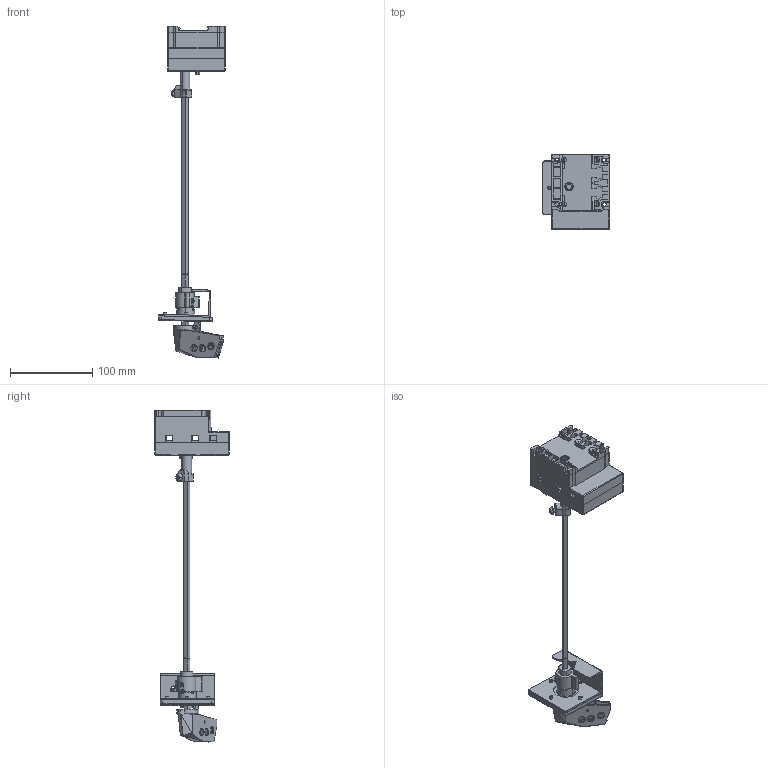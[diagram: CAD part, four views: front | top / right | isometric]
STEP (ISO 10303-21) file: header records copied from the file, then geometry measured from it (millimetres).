
FILE_DESCRIPTION((''),'2;1');
FILE_NAME('ASM0004_ASM','2025-08-15T16:14:49',('Administrator'),(''),'CREO PARAMETRIC BY PTC INC, 2021023','CREO PARAMETRIC BY PTC INC, 2021023','');
FILE_SCHEMA(('CONFIG_CONTROL_DESIGN'));
Products named in the file (44): MANIFOLD_SOLID_BREP_288_2_1_AF0; MANIFOLD_SOLID_BREP_289_2_1; MANIFOLD_SOLID_BREP_290_2_1; MANIFOLD_SOLID_BREP_291_2_1_AF0; MANIFOLD_SOLID_BREP_292_2_1_AF0; MANIFOLD_SOLID_BREP_293_2_1_AF0; MANIFOLD_SOLID_BREP_294_2_1_AF0; MANIFOLD_SOLID_BREP_295_2_1_AF0; MANIFOLD_SOLID_BREP_296_2_1_AF0; MANIFOLD_SOLID_BREP_297_2_1_AF0; MANIFOLD_SOLID_BREP_298_2_1_AF0; MANIFOLD_SOLID_BREP_299_2_1; MANIFOLD_SOLID_BREP_300_2_1; MANIFOLD_SOLID_BREP_301_2_1_AF0; MANIFOLD_SOLID_BREP_302_2_1_AF0; ADMI43CCC2BDOHYH_ASM_2_1_AF0_ASM; PRT0001_1_1_2_3; ADMI43CCC2BDOHWP_ASM_1_ASM_1__1; ZHUANZHOU2_1_1_1_1_1_1_AF0; GL-100-4_ASM_1_ASM_1_ASM_1_AS_1_AF1_ASM; 0005_2_1_1_1; 250MM0001_1_1_1_1; 000_2_1_1_1; HGL-63-1000001_7_1_1_1; PRT0040_1_1_1_1; 000_1-86751_1_1_1; PRT0041_1_1_1_1; 0002_1_1_1_1_1; 13MM0001_1_1_1_1; 0003_1_1_1_1; _SFHS-M4-L80001_1_1_1_1; 000_ASM_2_ASM_1_ASM_1_1_ASM; PRT0044_1_1_1_1_1; 000_1-100831_1_1_1; ZHIDONGJIAN2_1_1_1_1_1_1_1_1__2; ZHIDONGJIAN2_1_2_1_1_1_1_1_1__2; ZHIDONGJIAN2_1_ASM_1_1_ASM_1__2_ASM; ZHIDONGJAN_ASM_1_ASM_1_ASM_1_1_ASM; 0008_1_1_1_1; HGL-100-4_ASM_1_ASM_1_ASM_1_1_AF1_ASM ...
Assembly tree (45 placements, depth 8):
  ASM0004_ASM
    GL-63-3_ASM_1_1_AF0_ASM
      ADMI43CCC2BDOHYH_ASM_2_1_AF0_ASM
        MANIFOLD_SOLID_BREP_288_2_1_AF0
        MANIFOLD_SOLID_BREP_289_2_1
        MANIFOLD_SOLID_BREP_290_2_1
        MANIFOLD_SOLID_BREP_291_2_1_AF0
        MANIFOLD_SOLID_BREP_292_2_1_AF0
        MANIFOLD_SOLID_BREP_293_2_1_AF0
        MANIFOLD_SOLID_BREP_294_2_1_AF0
        MANIFOLD_SOLID_BREP_295_2_1_AF0
        MANIFOLD_SOLID_BREP_296_2_1_AF0
        MANIFOLD_SOLID_BREP_297_2_1_AF0
        MANIFOLD_SOLID_BREP_298_2_1_AF0
        MANIFOLD_SOLID_BREP_299_2_1
        MANIFOLD_SOLID_BREP_300_2_1
        MANIFOLD_SOLID_BREP_301_2_1_AF0
        MANIFOLD_SOLID_BREP_302_2_1_AF0
      PRT0001_1_1_2_3
      HGL-63-100250MM0001_ASM_1_1_AF0_ASM
        HGL-100-4J250MM_2025_7_12_ASM_2_AF1_ASM
          HGL-100-4_ASM_1_ASM_1_ASM_1_1_AF1_ASM
            GL-100-4_ASM_1_ASM_1_ASM_1_AS_1_AF1_ASM
              ADMI43CCC2BDOHWP_ASM_1_ASM_1__1
              ZHUANZHOU2_1_1_1_1_1_1_AF0
            0005_2_1_1_1
            250MM0001_1_1_1_1
            000_2_1_1_1
            000_ASM_2_ASM_1_ASM_1_1_ASM
              HGL-63-1000001_7_1_1_1
              PRT0040_1_1_1_1
              000_1-86751_1_1_1
              PRT0041_1_1_1_1
              0002_1_1_1_1_1
              13MM0001_1_1_1_1
              0003_1_1_1_1
              _SFHS-M4-L80001_1_1_1_1  x3
            PRT0044_1_1_1_1_1
            000_1-100831_1_1_1
            ZHIDONGJAN_ASM_1_ASM_1_ASM_1_1_ASM
              ZHIDONGJIAN2_1_ASM_1_1_ASM_1__2_ASM
                ZHIDONGJIAN2_1_1_1_1_1_1_1_1__2
                ZHIDONGJIAN2_1_2_1_1_1_1_1_1__2
            0008_1_1_1_1
Bounding box: 81.14 x 90.87 x 404.22 mm (x, y, z)
Volume: 116025.2 mm3; surface area: 136028.9 mm2
Topology: 34 solids, 35 shells, 1999 faces, 5572 edges, 3662 vertices
Faces by surface type: plane 1256, cylinder 475, torus 142, cone 78, bspline 26, sphere 22
Entity records: 65123 total; most frequent: CARTESIAN_POINT 13936, ORIENTED_EDGE 10708, DIRECTION 10465, EDGE_CURVE 5354, VECTOR 3545, LINE 3545, VERTEX_POINT 3535, AXIS2_PLACEMENT_3D 3460
